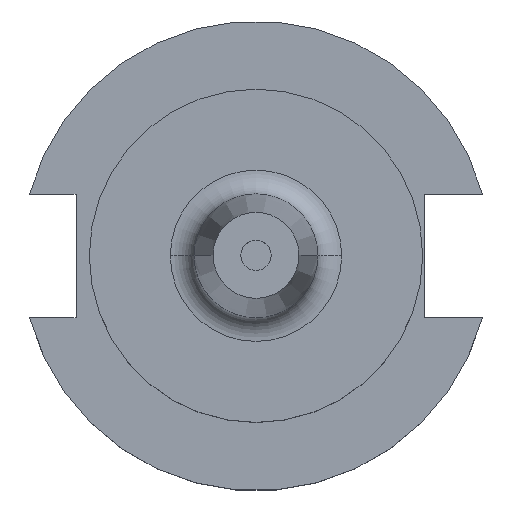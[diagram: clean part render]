
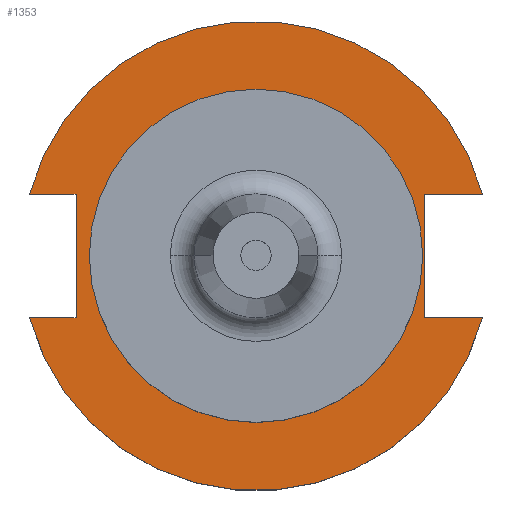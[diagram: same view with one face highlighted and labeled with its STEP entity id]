
A CAD part, top view. The second image highlights one B-rep face of the part: STEP entity #1353.
In plain terms, the highlighted planar face has unit normal (0, 0, 1).
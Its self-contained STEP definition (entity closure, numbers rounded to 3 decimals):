
#28 = LINE ( 'NONE', #792, #970 ) ;
#49 = EDGE_CURVE ( 'NONE', #833, #372, #1396, .T. ) ;
#60 = CARTESIAN_POINT ( 'NONE',  ( 47.477, 12.954, 19.05 ) ) ;
#79 = ORIENTED_EDGE ( 'NONE', *, *, #408, .F. ) ;
#87 = DIRECTION ( 'NONE',  ( 1., 0., 0. ) ) ;
#89 = CIRCLE ( 'NONE', #842, 34.925 ) ;
#93 = DIRECTION ( 'NONE',  ( 0., 0., 1. ) ) ;
#97 = DIRECTION ( 'NONE',  ( 1., 0., 0. ) ) ;
#100 = CARTESIAN_POINT ( 'NONE',  ( 0., 0., 19.05 ) ) ;
#119 = DIRECTION ( 'NONE',  ( 0., 0., 1. ) ) ;
#134 = DIRECTION ( 'NONE',  ( -1., 0., 0. ) ) ;
#146 = CIRCLE ( 'NONE', #563, 49.212 ) ;
#169 = LINE ( 'NONE', #825, #1188 ) ;
#186 = ORIENTED_EDGE ( 'NONE', *, *, #727, .F. ) ;
#190 = CARTESIAN_POINT ( 'NONE',  ( 0., 0., 19.05 ) ) ;
#208 = ORIENTED_EDGE ( 'NONE', *, *, #371, .F. ) ;
#216 = ORIENTED_EDGE ( 'NONE', *, *, #1498, .F. ) ;
#240 = VERTEX_POINT ( 'NONE', #60 ) ;
#248 = DIRECTION ( 'NONE',  ( 0., 0., 1. ) ) ;
#252 = LINE ( 'NONE', #1338, #599 ) ;
#255 = DIRECTION ( 'NONE',  ( 1., 0., 0. ) ) ;
#264 = CARTESIAN_POINT ( 'NONE',  ( 35.306, 12.954, 19.05 ) ) ;
#266 = VERTEX_POINT ( 'NONE', #1003 ) ;
#290 = DIRECTION ( 'NONE',  ( 1., 0., 0. ) ) ;
#349 = EDGE_LOOP ( 'NONE', ( #216, #1078 ) ) ;
#365 = VECTOR ( 'NONE', #290, 1000. ) ;
#371 = EDGE_CURVE ( 'NONE', #1576, #936, #1346, .T. ) ;
#372 = VERTEX_POINT ( 'NONE', #1702 ) ;
#408 = EDGE_CURVE ( 'NONE', #240, #852, #28, .T. ) ;
#414 = EDGE_LOOP ( 'NONE', ( #1100, #186, #1163, #79, #978, #208, #1557, #956 ) ) ;
#513 = VERTEX_POINT ( 'NONE', #551 ) ;
#514 = CARTESIAN_POINT ( 'NONE',  ( -47.477, -12.954, 19.05 ) ) ;
#551 = CARTESIAN_POINT ( 'NONE',  ( 47.477, -12.954, 19.05 ) ) ;
#563 = AXIS2_PLACEMENT_3D ( 'NONE', #1080, #119, #97 ) ;
#599 = VECTOR ( 'NONE', #1243, 1000. ) ;
#640 = PLANE ( 'NONE',  #1132 ) ;
#644 = AXIS2_PLACEMENT_3D ( 'NONE', #190, #248, #255 ) ;
#658 = CARTESIAN_POINT ( 'NONE',  ( -37.719, 12.954, 19.05 ) ) ;
#678 = AXIS2_PLACEMENT_3D ( 'NONE', #1136, #1138, #1159 ) ;
#718 = DIRECTION ( 'NONE',  ( 0., 1., 0. ) ) ;
#721 = CARTESIAN_POINT ( 'NONE',  ( -34.925, 0., 19.05 ) ) ;
#727 = EDGE_CURVE ( 'NONE', #1451, #513, #252, .T. ) ;
#779 = CARTESIAN_POINT ( 'NONE',  ( 35.306, -12.954, 19.05 ) ) ;
#789 = FACE_BOUND ( 'NONE', #349, .T. ) ;
#792 = CARTESIAN_POINT ( 'NONE',  ( 35.306, 12.954, 19.05 ) ) ;
#796 = EDGE_CURVE ( 'NONE', #372, #1576, #169, .T. ) ;
#825 = CARTESIAN_POINT ( 'NONE',  ( -37.719, 12.954, 19.05 ) ) ;
#833 = VERTEX_POINT ( 'NONE', #514 ) ;
#834 = CIRCLE ( 'NONE', #678, 49.212 ) ;
#842 = AXIS2_PLACEMENT_3D ( 'NONE', #100, #93, #87 ) ;
#852 = VERTEX_POINT ( 'NONE', #264 ) ;
#887 = EDGE_CURVE ( 'NONE', #1235, #266, #89, .T. ) ;
#896 = DIRECTION ( 'NONE',  ( 0., -1., 0. ) ) ;
#904 = CARTESIAN_POINT ( 'NONE',  ( 35.306, 12.954, 19.05 ) ) ;
#914 = DIRECTION ( 'NONE',  ( 1., 0., 0. ) ) ;
#924 = DIRECTION ( 'NONE',  ( -1., 0., 0. ) ) ;
#936 = VERTEX_POINT ( 'NONE', #1377 ) ;
#956 = ORIENTED_EDGE ( 'NONE', *, *, #49, .F. ) ;
#970 = VECTOR ( 'NONE', #134, 1000. ) ;
#978 = ORIENTED_EDGE ( 'NONE', *, *, #1325, .T. ) ;
#1003 = CARTESIAN_POINT ( 'NONE',  ( 34.925, 0., 19.05 ) ) ;
#1009 = VECTOR ( 'NONE', #924, 1000. ) ;
#1078 = ORIENTED_EDGE ( 'NONE', *, *, #887, .F. ) ;
#1080 = CARTESIAN_POINT ( 'NONE',  ( 0., 0., 19.05 ) ) ;
#1089 = CARTESIAN_POINT ( 'NONE',  ( -63.719, -12.954, 19.05 ) ) ;
#1100 = ORIENTED_EDGE ( 'NONE', *, *, #1540, .T. ) ;
#1132 = AXIS2_PLACEMENT_3D ( 'NONE', #1156, #1371, #914 ) ;
#1136 = CARTESIAN_POINT ( 'NONE',  ( 0., 0., 19.05 ) ) ;
#1138 = DIRECTION ( 'NONE',  ( 0., 0., 1. ) ) ;
#1156 = CARTESIAN_POINT ( 'NONE',  ( 0., 49.212, 19.05 ) ) ;
#1159 = DIRECTION ( 'NONE',  ( 1., 0., 0. ) ) ;
#1162 = LINE ( 'NONE', #904, #1207 ) ;
#1163 = ORIENTED_EDGE ( 'NONE', *, *, #1551, .F. ) ;
#1188 = VECTOR ( 'NONE', #718, 1000. ) ;
#1207 = VECTOR ( 'NONE', #896, 1000. ) ;
#1235 = VERTEX_POINT ( 'NONE', #721 ) ;
#1243 = DIRECTION ( 'NONE',  ( 1., 0., 0. ) ) ;
#1325 = EDGE_CURVE ( 'NONE', #240, #936, #834, .T. ) ;
#1338 = CARTESIAN_POINT ( 'NONE',  ( 35.306, -12.954, 19.05 ) ) ;
#1346 = LINE ( 'NONE', #1570, #1009 ) ;
#1353 = ADVANCED_FACE ( 'NONE', ( #789, #1523 ), #640, .T. ) ;
#1371 = DIRECTION ( 'NONE',  ( 0., 0., 1. ) ) ;
#1377 = CARTESIAN_POINT ( 'NONE',  ( -47.477, 12.954, 19.05 ) ) ;
#1396 = LINE ( 'NONE', #1089, #365 ) ;
#1451 = VERTEX_POINT ( 'NONE', #779 ) ;
#1498 = EDGE_CURVE ( 'NONE', #266, #1235, #1625, .T. ) ;
#1523 = FACE_OUTER_BOUND ( 'NONE', #414, .T. ) ;
#1540 = EDGE_CURVE ( 'NONE', #833, #513, #146, .T. ) ;
#1551 = EDGE_CURVE ( 'NONE', #852, #1451, #1162, .T. ) ;
#1557 = ORIENTED_EDGE ( 'NONE', *, *, #796, .F. ) ;
#1570 = CARTESIAN_POINT ( 'NONE',  ( -63.719, 12.954, 19.05 ) ) ;
#1576 = VERTEX_POINT ( 'NONE', #658 ) ;
#1625 = CIRCLE ( 'NONE', #644, 34.925 ) ;
#1702 = CARTESIAN_POINT ( 'NONE',  ( -37.719, -12.954, 19.05 ) ) ;
